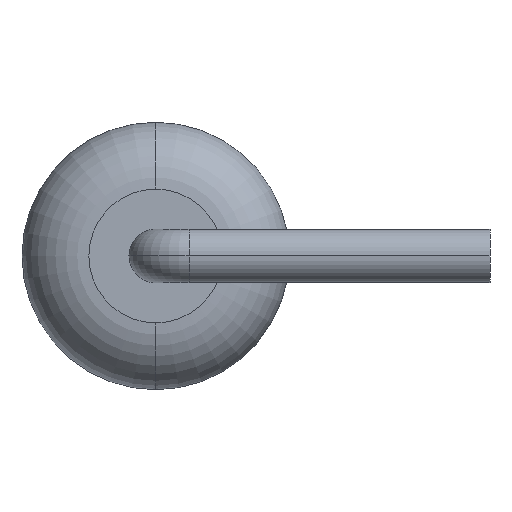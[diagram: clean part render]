
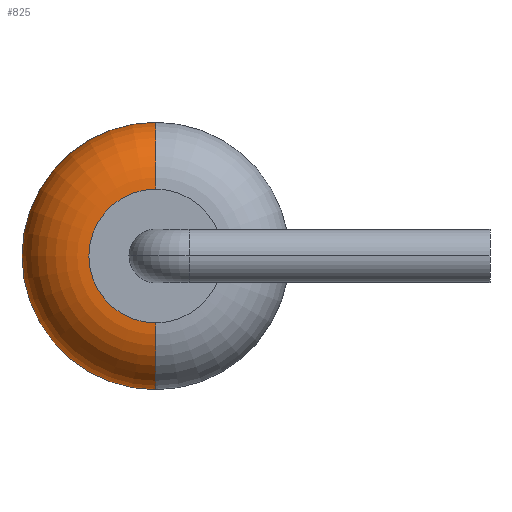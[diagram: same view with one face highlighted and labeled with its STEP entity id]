
A CAD part, left-side view. The second image highlights one B-rep face of the part: STEP entity #825.
In plain terms, the highlighted toroidal (fillet/blend) face has major radius 1 mm and minor radius 1 mm.
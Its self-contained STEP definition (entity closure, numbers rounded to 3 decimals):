
#10 = CARTESIAN_POINT ( 'NONE',  ( 0., 10., 0. ) ) ;
#41 = EDGE_CURVE ( 'NONE', #397, #375, #792, .T. ) ;
#43 = VERTEX_POINT ( 'NONE', #681 ) ;
#69 = CIRCLE ( 'NONE', #799, 1. ) ;
#75 = DIRECTION ( 'NONE',  ( 0., 0., -1. ) ) ;
#88 = CIRCLE ( 'NONE', #402, 2. ) ;
#122 = CARTESIAN_POINT ( 'NONE',  ( 0., 9., 0. ) ) ;
#140 = CARTESIAN_POINT ( 'NONE',  ( 0., 9., -1. ) ) ;
#154 = CARTESIAN_POINT ( 'NONE',  ( 0., 10., -1. ) ) ;
#163 = AXIS2_PLACEMENT_3D ( 'NONE', #10, #733, #800 ) ;
#176 = DIRECTION ( 'NONE',  ( 0., 1., 0. ) ) ;
#183 = EDGE_LOOP ( 'NONE', ( #337, #611, #476, #268 ) ) ;
#192 = DIRECTION ( 'NONE',  ( 0., -1., 0. ) ) ;
#210 = DIRECTION ( 'NONE',  ( 0., 0., 1. ) ) ;
#250 = DIRECTION ( 'NONE',  ( 0., 0., 1. ) ) ;
#252 = EDGE_CURVE ( 'NONE', #397, #43, #88, .T. ) ;
#254 = CIRCLE ( 'NONE', #163, 1. ) ;
#268 = ORIENTED_EDGE ( 'NONE', *, *, #628, .F. ) ;
#271 = CARTESIAN_POINT ( 'NONE',  ( 0., 10., 1. ) ) ;
#279 = FACE_OUTER_BOUND ( 'NONE', #183, .T. ) ;
#281 = CARTESIAN_POINT ( 'NONE',  ( 0., 9., 1. ) ) ;
#292 = DIRECTION ( 'NONE',  ( 0., 0., 1. ) ) ;
#311 = AXIS2_PLACEMENT_3D ( 'NONE', #505, #176, #210 ) ;
#337 = ORIENTED_EDGE ( 'NONE', *, *, #393, .F. ) ;
#360 = TOROIDAL_SURFACE ( 'NONE', #311, 1., 1. ) ;
#375 = VERTEX_POINT ( 'NONE', #271 ) ;
#393 = EDGE_CURVE ( 'NONE', #43, #860, #69, .T. ) ;
#397 = VERTEX_POINT ( 'NONE', #471 ) ;
#402 = AXIS2_PLACEMENT_3D ( 'NONE', #122, #192, #250 ) ;
#409 = DIRECTION ( 'NONE',  ( -1., 0., 0. ) ) ;
#468 = DIRECTION ( 'NONE',  ( 1., 0., 0. ) ) ;
#471 = CARTESIAN_POINT ( 'NONE',  ( 0., 9., 2. ) ) ;
#476 = ORIENTED_EDGE ( 'NONE', *, *, #41, .T. ) ;
#505 = CARTESIAN_POINT ( 'NONE',  ( 0., 9., 0. ) ) ;
#611 = ORIENTED_EDGE ( 'NONE', *, *, #252, .F. ) ;
#628 = EDGE_CURVE ( 'NONE', #860, #375, #254, .T. ) ;
#681 = CARTESIAN_POINT ( 'NONE',  ( 0., 9., -2. ) ) ;
#733 = DIRECTION ( 'NONE',  ( 0., 1., 0. ) ) ;
#792 = CIRCLE ( 'NONE', #794, 1. ) ;
#794 = AXIS2_PLACEMENT_3D ( 'NONE', #281, #409, #292 ) ;
#799 = AXIS2_PLACEMENT_3D ( 'NONE', #140, #468, #75 ) ;
#800 = DIRECTION ( 'NONE',  ( 0., 0., 1. ) ) ;
#825 = ADVANCED_FACE ( 'NONE', ( #279 ), #360, .T. ) ;
#860 = VERTEX_POINT ( 'NONE', #154 ) ;
